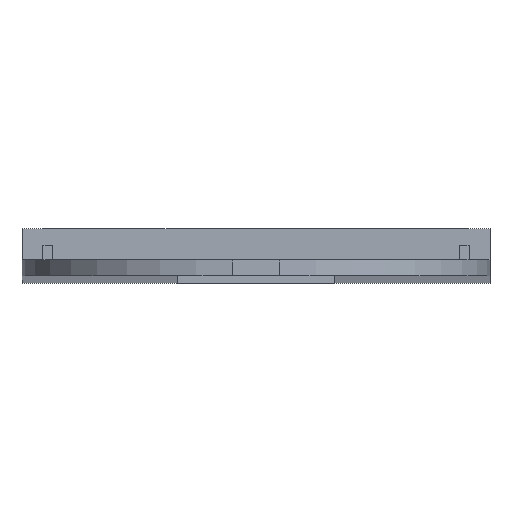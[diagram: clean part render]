
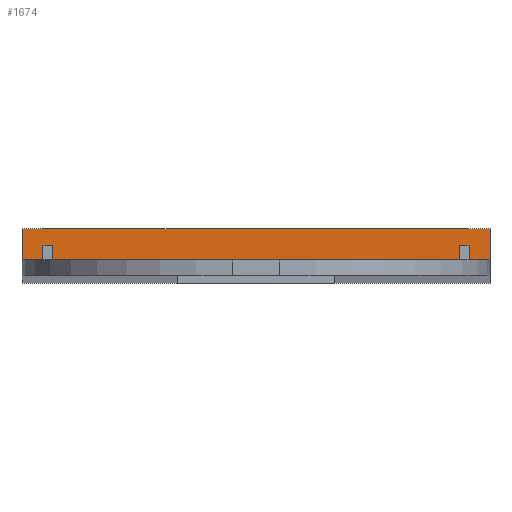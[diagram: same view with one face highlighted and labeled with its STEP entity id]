
A CAD part, front view. The second image highlights one B-rep face of the part: STEP entity #1674.
In plain terms, the highlighted face is planar.
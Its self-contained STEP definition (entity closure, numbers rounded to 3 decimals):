
#95=DIRECTION('',(0.,1.,0.));
#96=VECTOR('',#95,2.);
#97=CARTESIAN_POINT('',(14.9,1.,-15.05));
#98=LINE('',#97,#96);
#123=DIRECTION('',(-1.,0.,0.));
#124=VECTOR('',#123,29.8);
#125=CARTESIAN_POINT('',(14.9,3.,-15.05));
#126=LINE('',#125,#124);
#159=DIRECTION('',(0.,1.,0.));
#160=VECTOR('',#159,2.);
#161=CARTESIAN_POINT('',(-14.9,1.,-15.05));
#162=LINE('',#161,#160);
#187=DIRECTION('',(1.,0.,0.));
#188=VECTOR('',#187,29.8);
#189=CARTESIAN_POINT('',(-14.9,1.,-15.05));
#190=LINE('',#189,#188);
#1167=CARTESIAN_POINT('',(-14.9,3.,-15.05));
#1169=VERTEX_POINT('',#1167);
#1171=CARTESIAN_POINT('',(14.9,3.,-15.05));
#1172=VERTEX_POINT('',#1171);
#1175=CARTESIAN_POINT('',(-14.9,1.,-15.05));
#1176=CARTESIAN_POINT('',(14.9,1.,-15.05));
#1177=VERTEX_POINT('',#1175);
#1178=VERTEX_POINT('',#1176);
#1662=CARTESIAN_POINT('',(-14.9,3.,-15.05));
#1663=DIRECTION('',(0.,0.,1.));
#1664=DIRECTION('',(1.,0.,0.));
#1665=AXIS2_PLACEMENT_3D('',#1662,#1663,#1664);
#1666=PLANE('',#1665);
#1668=ORIENTED_EDGE('',*,*,#1667,.F.);
#1669=ORIENTED_EDGE('',*,*,#1622,.T.);
#1670=ORIENTED_EDGE('',*,*,#1639,.F.);
#1671=ORIENTED_EDGE('',*,*,#1591,.F.);
#1672=EDGE_LOOP('',(#1668,#1669,#1670,#1671));
#1673=FACE_OUTER_BOUND('',#1672,.F.);
#1591=EDGE_CURVE('',#1178,#1172,#98,.T.);
#1622=EDGE_CURVE('',#1177,#1169,#162,.T.);
#1639=EDGE_CURVE('',#1172,#1169,#126,.T.);
#1667=EDGE_CURVE('',#1177,#1178,#190,.T.);
#1674=ADVANCED_FACE('',(#1673),#1666,.T.);
